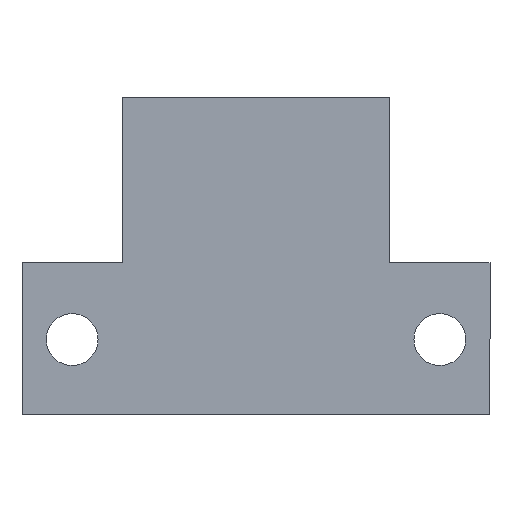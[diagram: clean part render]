
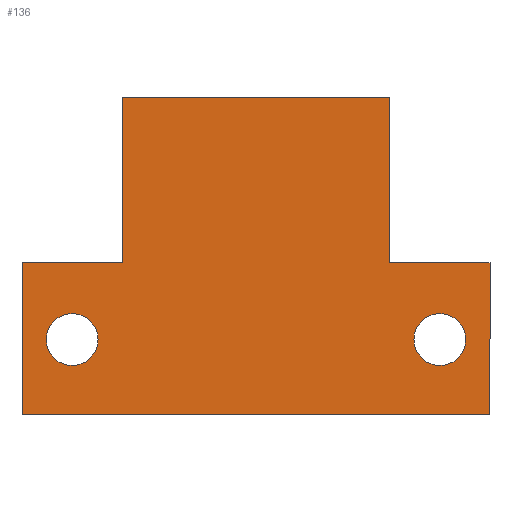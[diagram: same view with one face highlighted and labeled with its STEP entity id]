
A CAD part, front view. The second image highlights one B-rep face of the part: STEP entity #136.
In plain terms, the highlighted planar face has unit normal (0, -1, 0).
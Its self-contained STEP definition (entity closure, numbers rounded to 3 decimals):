
#12 = CARTESIAN_POINT ( 'NONE',  ( -11., 0., -5. ) ) ;
#21 = EDGE_CURVE ( 'NONE', #408, #733, #592, .T. ) ;
#30 = DIRECTION ( 'NONE',  ( 0., -1., 0. ) ) ;
#34 = DIRECTION ( 'NONE',  ( -1., 0., 0. ) ) ;
#45 = CARTESIAN_POINT ( 'NONE',  ( 0., 0., 0. ) ) ;
#69 = ORIENTED_EDGE ( 'NONE', *, *, #207, .T. ) ;
#75 = ORIENTED_EDGE ( 'NONE', *, *, #641, .T. ) ;
#77 = LINE ( 'NONE', #890, #511 ) ;
#80 = CARTESIAN_POINT ( 'NONE',  ( -14., 0., -9.5 ) ) ;
#86 = CIRCLE ( 'NONE', #219, 1.55 ) ;
#93 = ORIENTED_EDGE ( 'NONE', *, *, #538, .F. ) ;
#106 = LINE ( 'NONE', #116, #885 ) ;
#112 = DIRECTION ( 'NONE',  ( 0., 0., 1. ) ) ;
#114 = ORIENTED_EDGE ( 'NONE', *, *, #417, .F. ) ;
#116 = CARTESIAN_POINT ( 'NONE',  ( -14., 0., 0. ) ) ;
#136 = ADVANCED_FACE ( 'NONE', ( #662, #909, #847 ), #227, .T. ) ;
#162 = CARTESIAN_POINT ( 'NONE',  ( 11., 0., -6.55 ) ) ;
#183 = DIRECTION ( 'NONE',  ( 1., 0., 0. ) ) ;
#200 = ORIENTED_EDGE ( 'NONE', *, *, #319, .T. ) ;
#207 = EDGE_CURVE ( 'NONE', #733, #408, #697, .T. ) ;
#218 = VERTEX_POINT ( 'NONE', #1072 ) ;
#219 = AXIS2_PLACEMENT_3D ( 'NONE', #678, #424, #688 ) ;
#227 = PLANE ( 'NONE',  #236 ) ;
#228 = DIRECTION ( 'NONE',  ( 1., 0., 0. ) ) ;
#236 = AXIS2_PLACEMENT_3D ( 'NONE', #45, #30, #399 ) ;
#238 = AXIS2_PLACEMENT_3D ( 'NONE', #578, #503, #839 ) ;
#246 = CARTESIAN_POINT ( 'NONE',  ( 8., 0., 9.5 ) ) ;
#258 = AXIS2_PLACEMENT_3D ( 'NONE', #852, #433, #1103 ) ;
#294 = DIRECTION ( 'NONE',  ( 0., 0., 1. ) ) ;
#306 = EDGE_LOOP ( 'NONE', ( #322, #719, #1120, #307, #758, #114, #349, #93 ) ) ;
#307 = ORIENTED_EDGE ( 'NONE', *, *, #789, .F. ) ;
#319 = EDGE_CURVE ( 'NONE', #670, #595, #86, .T. ) ;
#322 = ORIENTED_EDGE ( 'NONE', *, *, #605, .F. ) ;
#349 = ORIENTED_EDGE ( 'NONE', *, *, #379, .F. ) ;
#367 = DIRECTION ( 'NONE',  ( 0., 0., -1. ) ) ;
#379 = EDGE_CURVE ( 'NONE', #769, #1130, #77, .T. ) ;
#397 = VECTOR ( 'NONE', #228, 1000. ) ;
#399 = DIRECTION ( 'NONE',  ( 0., 0., -1. ) ) ;
#400 = AXIS2_PLACEMENT_3D ( 'NONE', #12, #462, #794 ) ;
#408 = VERTEX_POINT ( 'NONE', #1128 ) ;
#417 = EDGE_CURVE ( 'NONE', #1130, #816, #713, .T. ) ;
#424 = DIRECTION ( 'NONE',  ( 0., 1., 0. ) ) ;
#433 = DIRECTION ( 'NONE',  ( 0., 1., 0. ) ) ;
#442 = VECTOR ( 'NONE', #1047, 1000. ) ;
#462 = DIRECTION ( 'NONE',  ( 0., 1., 0. ) ) ;
#489 = LINE ( 'NONE', #727, #1003 ) ;
#503 = DIRECTION ( 'NONE',  ( 0., 1., 0. ) ) ;
#504 = CARTESIAN_POINT ( 'NONE',  ( 8., 0., -0.4 ) ) ;
#511 = VECTOR ( 'NONE', #183, 1000. ) ;
#515 = CARTESIAN_POINT ( 'NONE',  ( -14., 0., -0.4 ) ) ;
#521 = EDGE_CURVE ( 'NONE', #581, #218, #912, .T. ) ;
#538 = EDGE_CURVE ( 'NONE', #851, #769, #106, .T. ) ;
#548 = EDGE_LOOP ( 'NONE', ( #950, #69 ) ) ;
#552 = EDGE_CURVE ( 'NONE', #816, #1019, #489, .T. ) ;
#577 = CARTESIAN_POINT ( 'NONE',  ( 11., 0., -3.45 ) ) ;
#578 = CARTESIAN_POINT ( 'NONE',  ( -11., 0., -5. ) ) ;
#581 = VERTEX_POINT ( 'NONE', #1001 ) ;
#592 = CIRCLE ( 'NONE', #400, 1.55 ) ;
#595 = VERTEX_POINT ( 'NONE', #577 ) ;
#605 = EDGE_CURVE ( 'NONE', #581, #851, #650, .T. ) ;
#626 = CARTESIAN_POINT ( 'NONE',  ( 8., 0., 9.5 ) ) ;
#641 = EDGE_CURVE ( 'NONE', #595, #670, #1098, .T. ) ;
#650 = LINE ( 'NONE', #918, #1115 ) ;
#662 = FACE_BOUND ( 'NONE', #548, .T. ) ;
#670 = VERTEX_POINT ( 'NONE', #162 ) ;
#678 = CARTESIAN_POINT ( 'NONE',  ( 11., 0., -5. ) ) ;
#688 = DIRECTION ( 'NONE',  ( 0., 0., -1. ) ) ;
#697 = CIRCLE ( 'NONE', #238, 1.55 ) ;
#701 = CARTESIAN_POINT ( 'NONE',  ( -8., 0., 9.5 ) ) ;
#708 = VECTOR ( 'NONE', #367, 1000. ) ;
#713 = LINE ( 'NONE', #808, #442 ) ;
#719 = ORIENTED_EDGE ( 'NONE', *, *, #521, .T. ) ;
#727 = CARTESIAN_POINT ( 'NONE',  ( -8., 0., 9.5 ) ) ;
#733 = VERTEX_POINT ( 'NONE', #1020 ) ;
#741 = CARTESIAN_POINT ( 'NONE',  ( 0., 0., -0.4 ) ) ;
#758 = ORIENTED_EDGE ( 'NONE', *, *, #552, .F. ) ;
#769 = VERTEX_POINT ( 'NONE', #515 ) ;
#789 = EDGE_CURVE ( 'NONE', #1019, #1101, #792, .T. ) ;
#792 = LINE ( 'NONE', #626, #708 ) ;
#794 = DIRECTION ( 'NONE',  ( 0., 0., 1. ) ) ;
#808 = CARTESIAN_POINT ( 'NONE',  ( -8., 0., 9.5 ) ) ;
#816 = VERTEX_POINT ( 'NONE', #701 ) ;
#839 = DIRECTION ( 'NONE',  ( 0., 0., 1. ) ) ;
#847 = FACE_OUTER_BOUND ( 'NONE', #306, .T. ) ;
#851 = VERTEX_POINT ( 'NONE', #80 ) ;
#852 = CARTESIAN_POINT ( 'NONE',  ( 11., 0., -5. ) ) ;
#885 = VECTOR ( 'NONE', #112, 1000. ) ;
#890 = CARTESIAN_POINT ( 'NONE',  ( 0., 0., -0.4 ) ) ;
#909 = FACE_BOUND ( 'NONE', #923, .T. ) ;
#912 = LINE ( 'NONE', #1071, #968 ) ;
#918 = CARTESIAN_POINT ( 'NONE',  ( -8., 0., -9.5 ) ) ;
#923 = EDGE_LOOP ( 'NONE', ( #75, #200 ) ) ;
#925 = DIRECTION ( 'NONE',  ( 1., 0., 0. ) ) ;
#950 = ORIENTED_EDGE ( 'NONE', *, *, #21, .T. ) ;
#968 = VECTOR ( 'NONE', #294, 1000. ) ;
#990 = EDGE_CURVE ( 'NONE', #1101, #218, #1030, .T. ) ;
#1001 = CARTESIAN_POINT ( 'NONE',  ( 14., 0., -9.5 ) ) ;
#1003 = VECTOR ( 'NONE', #925, 1000. ) ;
#1019 = VERTEX_POINT ( 'NONE', #246 ) ;
#1020 = CARTESIAN_POINT ( 'NONE',  ( -11., 0., -6.55 ) ) ;
#1030 = LINE ( 'NONE', #741, #397 ) ;
#1047 = DIRECTION ( 'NONE',  ( 0., 0., 1. ) ) ;
#1071 = CARTESIAN_POINT ( 'NONE',  ( 14., 0., 0. ) ) ;
#1072 = CARTESIAN_POINT ( 'NONE',  ( 14., 0., -0.4 ) ) ;
#1098 = CIRCLE ( 'NONE', #258, 1.55 ) ;
#1101 = VERTEX_POINT ( 'NONE', #504 ) ;
#1103 = DIRECTION ( 'NONE',  ( 0., 0., -1. ) ) ;
#1105 = CARTESIAN_POINT ( 'NONE',  ( -8., 0., -0.4 ) ) ;
#1115 = VECTOR ( 'NONE', #34, 1000. ) ;
#1120 = ORIENTED_EDGE ( 'NONE', *, *, #990, .F. ) ;
#1128 = CARTESIAN_POINT ( 'NONE',  ( -11., 0., -3.45 ) ) ;
#1130 = VERTEX_POINT ( 'NONE', #1105 ) ;
